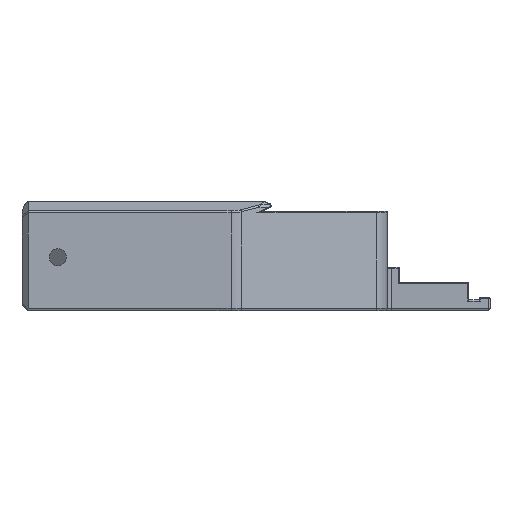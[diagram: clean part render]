
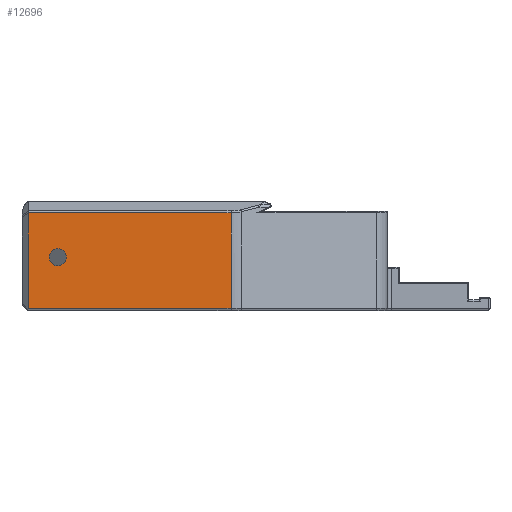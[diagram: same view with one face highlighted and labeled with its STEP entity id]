
A CAD part, left-side view. The second image highlights one B-rep face of the part: STEP entity #12696.
In plain terms, the highlighted planar face has unit normal (-1, 0, 0).
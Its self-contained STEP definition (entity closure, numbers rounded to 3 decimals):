
#185=FACE_BOUND('',#1623,.T.);
#531=PLANE('',#13610);
#877=FACE_OUTER_BOUND('',#1622,.T.);
#1622=EDGE_LOOP('',(#8975,#8976,#8977,#8978));
#1623=EDGE_LOOP('',(#8979));
#2434=LINE('',#19400,#3559);
#2441=LINE('',#19434,#3566);
#2446=LINE('',#19451,#3571);
#2512=LINE('',#19774,#3637);
#3559=VECTOR('',#15110,10.);
#3566=VECTOR('',#15133,10.);
#3571=VECTOR('',#15150,10.);
#3637=VECTOR('',#15388,10.);
#4639=CIRCLE('',#13501,1.6);
#5362=VERTEX_POINT('',#19371);
#5369=VERTEX_POINT('',#19397);
#5370=VERTEX_POINT('',#19399);
#5379=VERTEX_POINT('',#19433);
#5385=VERTEX_POINT('',#19449);
#6676=EDGE_CURVE('',#5362,#5362,#4639,.T.);
#6686=EDGE_CURVE('',#5369,#5370,#2434,.T.);
#6699=EDGE_CURVE('',#5370,#5379,#2441,.T.);
#6708=EDGE_CURVE('',#5385,#5369,#2446,.T.);
#6843=EDGE_CURVE('',#5379,#5385,#2512,.T.);
#8975=ORIENTED_EDGE('',*,*,#6699,.F.);
#8976=ORIENTED_EDGE('',*,*,#6686,.F.);
#8977=ORIENTED_EDGE('',*,*,#6708,.F.);
#8978=ORIENTED_EDGE('',*,*,#6843,.F.);
#8979=ORIENTED_EDGE('',*,*,#6676,.T.);
#12696=ADVANCED_FACE('',(#877,#185),#531,.F.);
#13501=AXIS2_PLACEMENT_3D('',#19373,#15089,#15090);
#13610=AXIS2_PLACEMENT_3D('',#19778,#15392,#15393);
#15089=DIRECTION('center_axis',(1.,0.,0.));
#15090=DIRECTION('ref_axis',(0.,1.,0.));
#15110=DIRECTION('',(0.,0.,1.));
#15133=DIRECTION('',(0.,-1.,0.));
#15150=DIRECTION('',(0.,1.,0.));
#15388=DIRECTION('',(0.,0.,-1.));
#15392=DIRECTION('center_axis',(1.,0.,0.));
#15393=DIRECTION('ref_axis',(0.,-1.,0.));
#19371=CARTESIAN_POINT('',(-65.,-34.395,9.2));
#19373=CARTESIAN_POINT('Origin',(-65.,-32.795,9.2));
#19397=CARTESIAN_POINT('',(-65.,-27.295,-0.4));
#19399=CARTESIAN_POINT('',(-65.,-27.295,17.539));
#19400=CARTESIAN_POINT('',(-65.,-27.295,17.8));
#19433=CARTESIAN_POINT('',(-65.,-65.309,17.539));
#19434=CARTESIAN_POINT('',(-65.,-21.224,17.539));
#19449=CARTESIAN_POINT('',(-65.,-65.309,-0.4));
#19451=CARTESIAN_POINT('',(-65.,-36.604,-0.4));
#19774=CARTESIAN_POINT('',(-65.,-65.309,17.8));
#19778=CARTESIAN_POINT('Origin',(-65.,-12.353,17.8));
